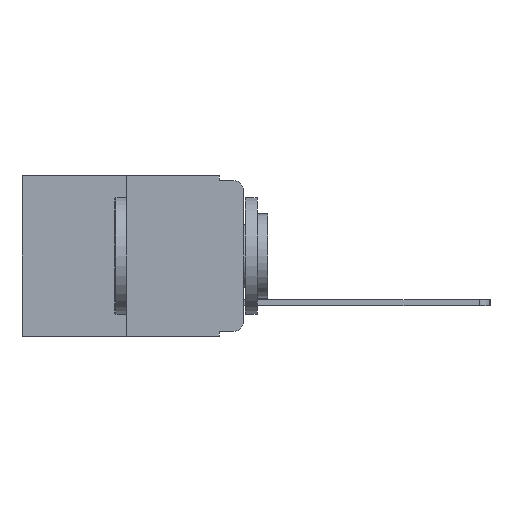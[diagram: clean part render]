
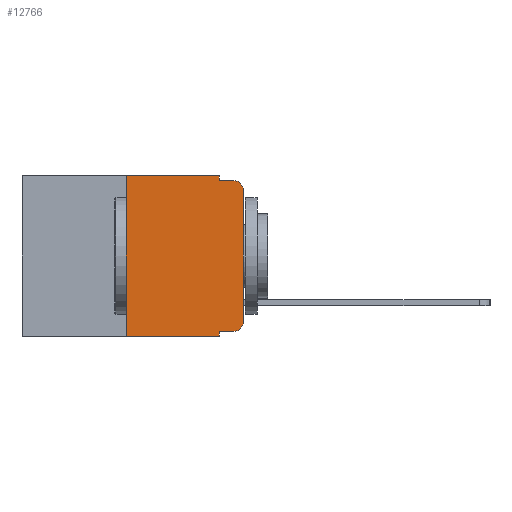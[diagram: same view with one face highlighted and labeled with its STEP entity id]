
A CAD part, left-side view. The second image highlights one B-rep face of the part: STEP entity #12766.
In plain terms, the highlighted planar face has unit normal (-1, 0, 0).
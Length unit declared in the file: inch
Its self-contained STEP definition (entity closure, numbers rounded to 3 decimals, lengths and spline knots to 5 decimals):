
#80 = EDGE_CURVE ( 'NONE', #12080, #14057, #4223, .T. ) ;
#419 = CARTESIAN_POINT ( 'NONE',  ( 0., 0.051, -0.333 ) ) ;
#483 = EDGE_LOOP ( 'NONE', ( #8372, #8414, #8758, #8919, #8945, #9019, #9039, #9359, #9559, #9587 ) ) ;
#484 = VERTEX_POINT ( 'NONE', #12992 ) ;
#1206 = FACE_OUTER_BOUND ( 'NONE', #483, .T. ) ;
#1373 = EDGE_CURVE ( 'NONE', #4715, #15329, #10474, .T. ) ;
#1667 = VERTEX_POINT ( 'NONE', #11985 ) ;
#2083 = CARTESIAN_POINT ( 'NONE',  ( 0., 0., -0.03 ) ) ;
#2097 = DIRECTION ( 'NONE',  ( 0., 0., -1. ) ) ;
#2114 = DIRECTION ( 'NONE',  ( -1., 0., 0. ) ) ;
#2181 = VECTOR ( 'NONE', #9294, 39.37008 ) ;
#2194 = CARTESIAN_POINT ( 'NONE',  ( 0., 0.02, -0.313 ) ) ;
#2273 = CARTESIAN_POINT ( 'NONE',  ( 0., 0., -0.313 ) ) ;
#2427 = EDGE_CURVE ( 'NONE', #15766, #1667, #5952, .T. ) ;
#2428 = CARTESIAN_POINT ( 'NONE',  ( 0., 0.051, -0.01 ) ) ;
#2756 = VECTOR ( 'NONE', #6400, 39.37008 ) ;
#2951 = VECTOR ( 'NONE', #9146, 39.37008 ) ;
#2958 = VECTOR ( 'NONE', #4746, 39.37008 ) ;
#3248 = VERTEX_POINT ( 'NONE', #7792 ) ;
#3436 = CARTESIAN_POINT ( 'NONE',  ( 0., 0., 0. ) ) ;
#4223 = CIRCLE ( 'NONE', #13790, 0.02 ) ;
#4609 = PLANE ( 'NONE',  #7253 ) ;
#4715 = VERTEX_POINT ( 'NONE', #12211 ) ;
#4746 = DIRECTION ( 'NONE',  ( 0., 0., 1. ) ) ;
#4883 = EDGE_CURVE ( 'NONE', #3248, #6954, #16122, .T. ) ;
#4921 = DIRECTION ( 'NONE',  ( 0., 0., -1. ) ) ;
#5525 = EDGE_CURVE ( 'NONE', #484, #12080, #6424, .T. ) ;
#5552 = CARTESIAN_POINT ( 'NONE',  ( 0., 0.051, 0. ) ) ;
#5821 = EDGE_CURVE ( 'NONE', #484, #15329, #8561, .T. ) ;
#5952 = CIRCLE ( 'NONE', #15894, 0.02 ) ;
#6400 = DIRECTION ( 'NONE',  ( 0., 0., 1. ) ) ;
#6424 = LINE ( 'NONE', #419, #15759 ) ;
#6863 = CARTESIAN_POINT ( 'NONE',  ( 0., 0.25, 0. ) ) ;
#6954 = VERTEX_POINT ( 'NONE', #9004 ) ;
#7172 = CARTESIAN_POINT ( 'NONE',  ( 0., 0.473, 0. ) ) ;
#7253 = AXIS2_PLACEMENT_3D ( 'NONE', #7172, #15670, #8412 ) ;
#7792 = CARTESIAN_POINT ( 'NONE',  ( 0., 0.051, 0. ) ) ;
#8300 = DIRECTION ( 'NONE',  ( 0., -1., 0. ) ) ;
#8355 = VERTEX_POINT ( 'NONE', #6863 ) ;
#8372 = ORIENTED_EDGE ( 'NONE', *, *, #10903, .T. ) ;
#8412 = DIRECTION ( 'NONE',  ( 0., 0., -1. ) ) ;
#8414 = ORIENTED_EDGE ( 'NONE', *, *, #2427, .T. ) ;
#8561 = LINE ( 'NONE', #12653, #11443 ) ;
#8758 = ORIENTED_EDGE ( 'NONE', *, *, #10456, .F. ) ;
#8905 = DIRECTION ( 'NONE',  ( 0., -1., 0. ) ) ;
#8919 = ORIENTED_EDGE ( 'NONE', *, *, #4883, .F. ) ;
#8945 = ORIENTED_EDGE ( 'NONE', *, *, #16172, .F. ) ;
#9004 = CARTESIAN_POINT ( 'NONE',  ( 0., 0.051, -0.01 ) ) ;
#9019 = ORIENTED_EDGE ( 'NONE', *, *, #11643, .F. ) ;
#9039 = ORIENTED_EDGE ( 'NONE', *, *, #1373, .T. ) ;
#9146 = DIRECTION ( 'NONE',  ( 0., 0., -1. ) ) ;
#9294 = DIRECTION ( 'NONE',  ( 0., -1., 0. ) ) ;
#9359 = ORIENTED_EDGE ( 'NONE', *, *, #5821, .F. ) ;
#9434 = LINE ( 'NONE', #10529, #2181 ) ;
#9559 = ORIENTED_EDGE ( 'NONE', *, *, #5525, .T. ) ;
#9587 = ORIENTED_EDGE ( 'NONE', *, *, #80, .T. ) ;
#9666 = DIRECTION ( 'NONE',  ( 0., 0., -1. ) ) ;
#9679 = DIRECTION ( 'NONE',  ( -1., 0., 0. ) ) ;
#9697 = CARTESIAN_POINT ( 'NONE',  ( 0., 0.02, -0.03 ) ) ;
#10091 = VECTOR ( 'NONE', #11050, 39.37008 ) ;
#10456 = EDGE_CURVE ( 'NONE', #6954, #1667, #10533, .T. ) ;
#10474 = LINE ( 'NONE', #14900, #10091 ) ;
#10529 = CARTESIAN_POINT ( 'NONE',  ( 0., 0.473, 0. ) ) ;
#10533 = LINE ( 'NONE', #2428, #16140 ) ;
#10903 = EDGE_CURVE ( 'NONE', #14057, #15766, #13369, .T. ) ;
#11050 = DIRECTION ( 'NONE',  ( 0., -1., 0. ) ) ;
#11443 = VECTOR ( 'NONE', #4921, 39.37008 ) ;
#11643 = EDGE_CURVE ( 'NONE', #4715, #8355, #12435, .T. ) ;
#11985 = CARTESIAN_POINT ( 'NONE',  ( 0., 0.02, -0.01 ) ) ;
#12080 = VERTEX_POINT ( 'NONE', #14593 ) ;
#12211 = CARTESIAN_POINT ( 'NONE',  ( 0., 0.25, -0.343 ) ) ;
#12435 = LINE ( 'NONE', #13758, #2756 ) ;
#12653 = CARTESIAN_POINT ( 'NONE',  ( 0., 0.051, 0. ) ) ;
#12766 = ADVANCED_FACE ( 'NONE', ( #1206 ), #4609, .F. ) ;
#12992 = CARTESIAN_POINT ( 'NONE',  ( 0., 0.051, -0.333 ) ) ;
#13369 = LINE ( 'NONE', #3436, #2958 ) ;
#13758 = CARTESIAN_POINT ( 'NONE',  ( 0., 0.25, 0. ) ) ;
#13790 = AXIS2_PLACEMENT_3D ( 'NONE', #2194, #2114, #2097 ) ;
#14057 = VERTEX_POINT ( 'NONE', #2273 ) ;
#14450 = CARTESIAN_POINT ( 'NONE',  ( 0., 0.051, -0.343 ) ) ;
#14593 = CARTESIAN_POINT ( 'NONE',  ( 0., 0.02, -0.333 ) ) ;
#14900 = CARTESIAN_POINT ( 'NONE',  ( 0., 0.473, -0.343 ) ) ;
#15329 = VERTEX_POINT ( 'NONE', #14450 ) ;
#15670 = DIRECTION ( 'NONE',  ( 1., 0., 0. ) ) ;
#15759 = VECTOR ( 'NONE', #8300, 39.37008 ) ;
#15766 = VERTEX_POINT ( 'NONE', #2083 ) ;
#15894 = AXIS2_PLACEMENT_3D ( 'NONE', #9697, #9679, #9666 ) ;
#16122 = LINE ( 'NONE', #5552, #2951 ) ;
#16140 = VECTOR ( 'NONE', #8905, 39.37008 ) ;
#16172 = EDGE_CURVE ( 'NONE', #8355, #3248, #9434, .T. ) ;
